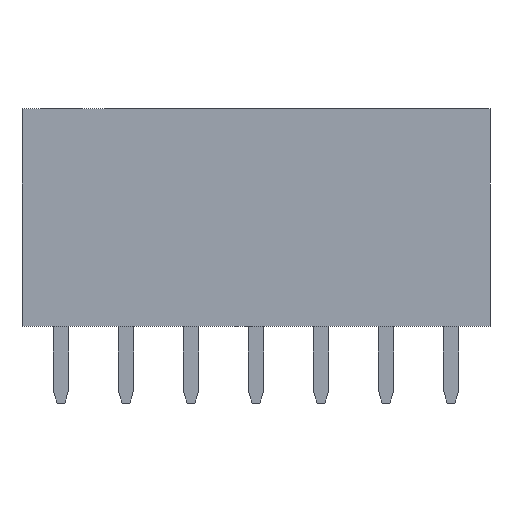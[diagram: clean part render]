
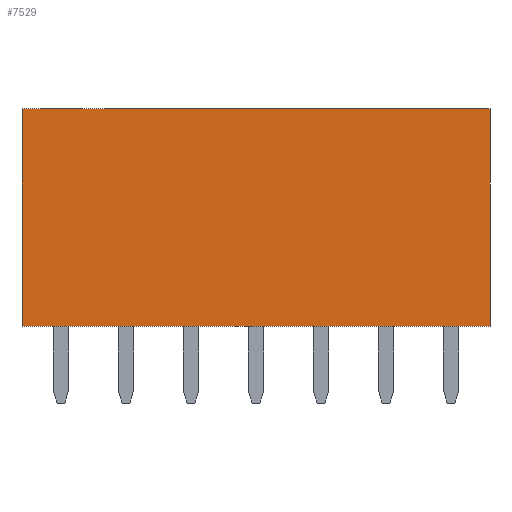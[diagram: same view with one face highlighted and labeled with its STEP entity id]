
A CAD part, front view. The second image highlights one B-rep face of the part: STEP entity #7529.
In plain terms, the highlighted face is planar.
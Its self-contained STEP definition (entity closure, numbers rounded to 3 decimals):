
#251=FACE_OUTER_BOUND('',#681,.T.);
#681=EDGE_LOOP('',(#5233,#5234,#5235,#5236));
#1122=LINE('',#10285,#2182);
#1344=LINE('',#10715,#2404);
#1346=LINE('',#10719,#2406);
#1347=LINE('',#10720,#2407);
#2182=VECTOR('',#8384,10.);
#2404=VECTOR('',#8612,25.9);
#2406=VECTOR('',#8616,25.9);
#2407=VECTOR('',#8617,8.5);
#3241=VERTEX_POINT('',#10281);
#3243=VERTEX_POINT('',#10284);
#3448=VERTEX_POINT('',#10714);
#3449=VERTEX_POINT('',#10718);
#3930=EDGE_CURVE('',#3243,#3241,#1122,.T.);
#4152=EDGE_CURVE('',#3448,#3243,#1344,.T.);
#4154=EDGE_CURVE('',#3449,#3241,#1346,.T.);
#4155=EDGE_CURVE('',#3449,#3448,#1347,.T.);
#5233=ORIENTED_EDGE('',*,*,#3930,.T.);
#5234=ORIENTED_EDGE('',*,*,#4154,.F.);
#5235=ORIENTED_EDGE('',*,*,#4155,.T.);
#5236=ORIENTED_EDGE('',*,*,#4152,.T.);
#7113=PLANE('',#7961);
#7529=ADVANCED_FACE('',(#251),#7113,.T.);
#7961=AXIS2_PLACEMENT_3D('',#10717,#8614,#8615);
#8384=DIRECTION('',(0.,1.,0.));
#8612=DIRECTION('',(1.,0.,0.));
#8614=DIRECTION('center_axis',(0.,0.,1.));
#8615=DIRECTION('ref_axis',(0.,-1.,0.));
#8616=DIRECTION('',(1.,0.,0.));
#8617=DIRECTION('',(0.,-1.,0.));
#10281=CARTESIAN_POINT('',(-20.07,8.5,2.5));
#10284=CARTESIAN_POINT('',(-20.07,0.,2.5));
#10285=CARTESIAN_POINT('',(-20.07,6.45,2.5));
#10714=CARTESIAN_POINT('',(-38.35,0.,2.5));
#10715=CARTESIAN_POINT('',(-38.35,0.,2.5));
#10717=CARTESIAN_POINT('Origin',(-12.95,8.5,2.5));
#10718=CARTESIAN_POINT('',(-38.35,8.5,2.5));
#10719=CARTESIAN_POINT('',(-38.35,8.5,2.5));
#10720=CARTESIAN_POINT('',(-38.35,8.5,2.5));
